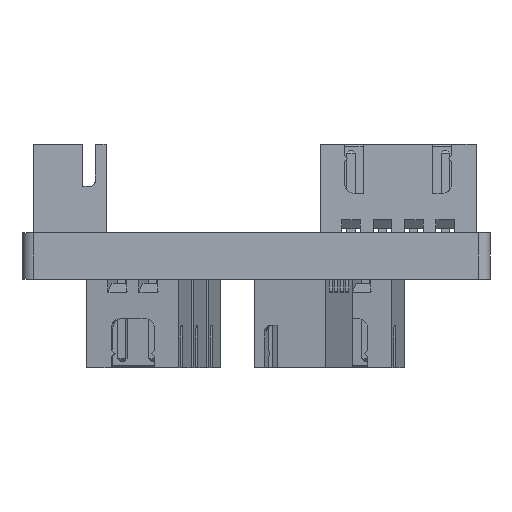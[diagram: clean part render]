
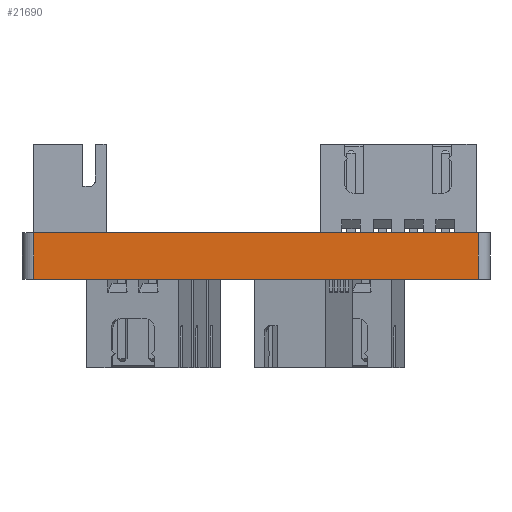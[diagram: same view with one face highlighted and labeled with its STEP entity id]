
A CAD part, left-side view. The second image highlights one B-rep face of the part: STEP entity #21690.
In plain terms, the highlighted planar face has unit normal (-1, 0, 0).
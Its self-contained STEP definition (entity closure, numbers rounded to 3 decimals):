
#14467 = PLANE('',#14468);
#14468 = AXIS2_PLACEMENT_3D('',#14469,#14470,#14471);
#14469 = CARTESIAN_POINT('',(92.523,-109.95,3.66));
#14470 = DIRECTION('',(-0.,-0.,-1.));
#14471 = DIRECTION('',(-1.,0.,0.));
#14526 = PLANE('',#14527);
#14527 = AXIS2_PLACEMENT_3D('',#14528,#14529,#14530);
#14528 = CARTESIAN_POINT('',(92.523,-109.95,0.));
#14529 = DIRECTION('',(-0.,-0.,-1.));
#14530 = DIRECTION('',(-1.,0.,0.));
#15127 = VERTEX_POINT('',#15128);
#15128 = CARTESIAN_POINT('',(58.275,-127.175,0.));
#15147 = CYLINDRICAL_SURFACE('',#15148,0.925);
#15148 = AXIS2_PLACEMENT_3D('',#15149,#15150,#15151);
#15149 = CARTESIAN_POINT('',(59.2,-127.175,0.));
#15150 = DIRECTION('',(-0.,-0.,-1.));
#15151 = DIRECTION('',(1.,0.,-0.));
#15159 = EDGE_CURVE('',#15127,#15160,#15162,.T.);
#15160 = VERTEX_POINT('',#15161);
#15161 = CARTESIAN_POINT('',(58.275,-91.837,0.));
#15162 = SURFACE_CURVE('',#15163,(#15167,#15174),.PCURVE_S1.);
#15163 = LINE('',#15164,#15165);
#15164 = CARTESIAN_POINT('',(58.275,-127.175,0.));
#15165 = VECTOR('',#15166,1.);
#15166 = DIRECTION('',(0.,1.,0.));
#15167 = PCURVE('',#14526,#15168);
#15168 = DEFINITIONAL_REPRESENTATION('',(#15169),#15173);
#15169 = LINE('',#15170,#15171);
#15170 = CARTESIAN_POINT('',(34.249,-17.225));
#15171 = VECTOR('',#15172,1.);
#15172 = DIRECTION('',(0.,1.));
#15173 = ( GEOMETRIC_REPRESENTATION_CONTEXT(2) 
PARAMETRIC_REPRESENTATION_CONTEXT() REPRESENTATION_CONTEXT('2D SPACE',''
  ) );
#15174 = PCURVE('',#15175,#15180);
#15175 = PLANE('',#15176);
#15176 = AXIS2_PLACEMENT_3D('',#15177,#15178,#15179);
#15177 = CARTESIAN_POINT('',(58.275,-127.175,0.));
#15178 = DIRECTION('',(-1.,0.,0.));
#15179 = DIRECTION('',(0.,1.,0.));
#15180 = DEFINITIONAL_REPRESENTATION('',(#15181),#15185);
#15181 = LINE('',#15182,#15183);
#15182 = CARTESIAN_POINT('',(0.,0.));
#15183 = VECTOR('',#15184,1.);
#15184 = DIRECTION('',(1.,0.));
#15185 = ( GEOMETRIC_REPRESENTATION_CONTEXT(2) 
PARAMETRIC_REPRESENTATION_CONTEXT() REPRESENTATION_CONTEXT('2D SPACE',''
  ) );
#15208 = CYLINDRICAL_SURFACE('',#15209,0.925);
#15209 = AXIS2_PLACEMENT_3D('',#15210,#15211,#15212);
#15210 = CARTESIAN_POINT('',(59.2,-91.837,0.));
#15211 = DIRECTION('',(-0.,-0.,-1.));
#15212 = DIRECTION('',(1.,0.,-0.));
#18594 = VERTEX_POINT('',#18595);
#18595 = CARTESIAN_POINT('',(58.275,-127.175,3.66));
#18621 = EDGE_CURVE('',#18594,#18622,#18624,.T.);
#18622 = VERTEX_POINT('',#18623);
#18623 = CARTESIAN_POINT('',(58.275,-91.837,3.66));
#18624 = SURFACE_CURVE('',#18625,(#18629,#18636),.PCURVE_S1.);
#18625 = LINE('',#18626,#18627);
#18626 = CARTESIAN_POINT('',(58.275,-127.175,3.66));
#18627 = VECTOR('',#18628,1.);
#18628 = DIRECTION('',(0.,1.,0.));
#18629 = PCURVE('',#14467,#18630);
#18630 = DEFINITIONAL_REPRESENTATION('',(#18631),#18635);
#18631 = LINE('',#18632,#18633);
#18632 = CARTESIAN_POINT('',(34.249,-17.225));
#18633 = VECTOR('',#18634,1.);
#18634 = DIRECTION('',(0.,1.));
#18635 = ( GEOMETRIC_REPRESENTATION_CONTEXT(2) 
PARAMETRIC_REPRESENTATION_CONTEXT() REPRESENTATION_CONTEXT('2D SPACE',''
  ) );
#18636 = PCURVE('',#15175,#18637);
#18637 = DEFINITIONAL_REPRESENTATION('',(#18638),#18642);
#18638 = LINE('',#18639,#18640);
#18639 = CARTESIAN_POINT('',(0.,-3.66));
#18640 = VECTOR('',#18641,1.);
#18641 = DIRECTION('',(1.,0.));
#18642 = ( GEOMETRIC_REPRESENTATION_CONTEXT(2) 
PARAMETRIC_REPRESENTATION_CONTEXT() REPRESENTATION_CONTEXT('2D SPACE',''
  ) );
#21642 = EDGE_CURVE('',#15160,#18622,#21643,.T.);
#21643 = SURFACE_CURVE('',#21644,(#21648,#21655),.PCURVE_S1.);
#21644 = LINE('',#21645,#21646);
#21645 = CARTESIAN_POINT('',(58.275,-91.837,0.));
#21646 = VECTOR('',#21647,1.);
#21647 = DIRECTION('',(0.,0.,1.));
#21648 = PCURVE('',#15208,#21649);
#21649 = DEFINITIONAL_REPRESENTATION('',(#21650),#21654);
#21650 = LINE('',#21651,#21652);
#21651 = CARTESIAN_POINT('',(-3.142,0.));
#21652 = VECTOR('',#21653,1.);
#21653 = DIRECTION('',(-0.,-1.));
#21654 = ( GEOMETRIC_REPRESENTATION_CONTEXT(2) 
PARAMETRIC_REPRESENTATION_CONTEXT() REPRESENTATION_CONTEXT('2D SPACE',''
  ) );
#21655 = PCURVE('',#15175,#21656);
#21656 = DEFINITIONAL_REPRESENTATION('',(#21657),#21661);
#21657 = LINE('',#21658,#21659);
#21658 = CARTESIAN_POINT('',(35.338,0.));
#21659 = VECTOR('',#21660,1.);
#21660 = DIRECTION('',(0.,-1.));
#21661 = ( GEOMETRIC_REPRESENTATION_CONTEXT(2) 
PARAMETRIC_REPRESENTATION_CONTEXT() REPRESENTATION_CONTEXT('2D SPACE',''
  ) );
#21690 = ADVANCED_FACE('',(#21691),#15175,.T.);
#21691 = FACE_BOUND('',#21692,.T.);
#21692 = EDGE_LOOP('',(#21693,#21714,#21715,#21716));
#21693 = ORIENTED_EDGE('',*,*,#21694,.T.);
#21694 = EDGE_CURVE('',#15127,#18594,#21695,.T.);
#21695 = SURFACE_CURVE('',#21696,(#21700,#21707),.PCURVE_S1.);
#21696 = LINE('',#21697,#21698);
#21697 = CARTESIAN_POINT('',(58.275,-127.175,0.));
#21698 = VECTOR('',#21699,1.);
#21699 = DIRECTION('',(0.,0.,1.));
#21700 = PCURVE('',#15175,#21701);
#21701 = DEFINITIONAL_REPRESENTATION('',(#21702),#21706);
#21702 = LINE('',#21703,#21704);
#21703 = CARTESIAN_POINT('',(0.,0.));
#21704 = VECTOR('',#21705,1.);
#21705 = DIRECTION('',(0.,-1.));
#21706 = ( GEOMETRIC_REPRESENTATION_CONTEXT(2) 
PARAMETRIC_REPRESENTATION_CONTEXT() REPRESENTATION_CONTEXT('2D SPACE',''
  ) );
#21707 = PCURVE('',#15147,#21708);
#21708 = DEFINITIONAL_REPRESENTATION('',(#21709),#21713);
#21709 = LINE('',#21710,#21711);
#21710 = CARTESIAN_POINT('',(-3.142,0.));
#21711 = VECTOR('',#21712,1.);
#21712 = DIRECTION('',(-0.,-1.));
#21713 = ( GEOMETRIC_REPRESENTATION_CONTEXT(2) 
PARAMETRIC_REPRESENTATION_CONTEXT() REPRESENTATION_CONTEXT('2D SPACE',''
  ) );
#21714 = ORIENTED_EDGE('',*,*,#18621,.T.);
#21715 = ORIENTED_EDGE('',*,*,#21642,.F.);
#21716 = ORIENTED_EDGE('',*,*,#15159,.F.);
